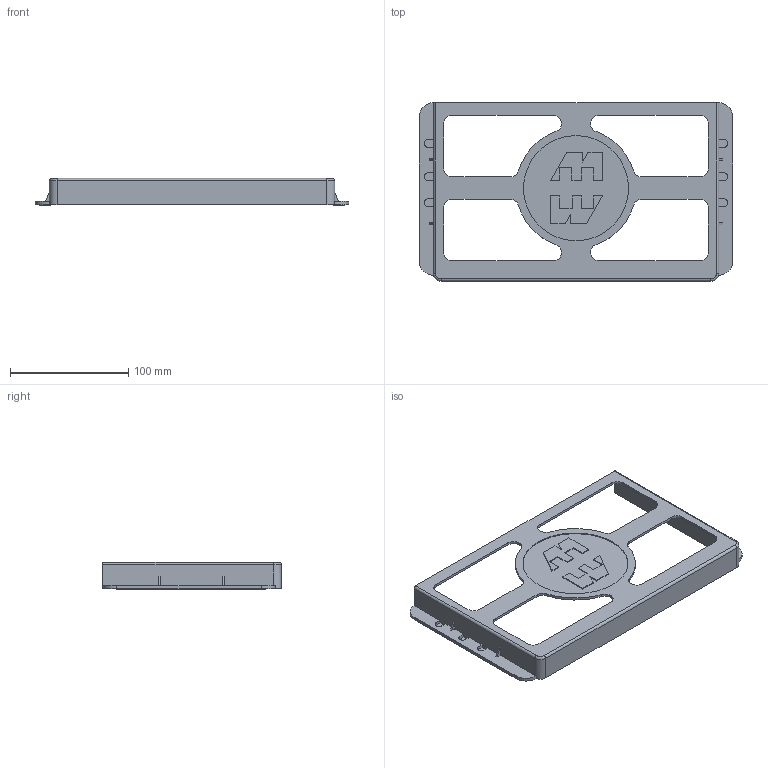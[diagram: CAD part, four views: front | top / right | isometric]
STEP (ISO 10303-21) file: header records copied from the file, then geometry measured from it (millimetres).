
FILE_DESCRIPTION (( 'STEP AP214' ), '1' );
FILE_NAME ('PKT99.STEP', '2019-07-16T14:17:52', ( '' ), ( '' ), 'SwSTEP 2.0', 'SolidWorks 2018', '' );
FILE_SCHEMA (( 'AUTOMOTIVE_DESIGN' ));
Length unit declared in the file: inch
Products named in the file (1): PKT99
Bounding box: 265.3 x 150.98 x 23.06 mm (x, y, z)
Volume: 73946.8 mm3; surface area: 75525.8 mm2
Topology: 1 solids, 1 shells, 160 faces, 453 edges, 300 vertices
Faces by surface type: plane 111, cylinder 47, bspline 2
Entity records: 5505 total; most frequent: CARTESIAN_POINT 1002, ORIENTED_EDGE 906, DIRECTION 865, EDGE_CURVE 453, VECTOR 355, LINE 355, VERTEX_POINT 300, AXIS2_PLACEMENT_3D 255
